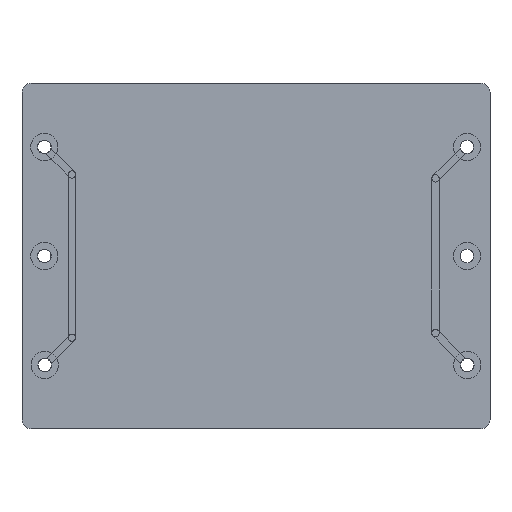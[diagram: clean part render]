
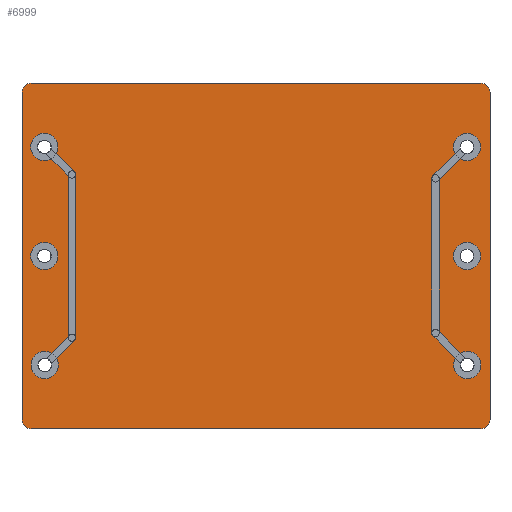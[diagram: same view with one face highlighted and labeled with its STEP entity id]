
A CAD part, top view. The second image highlights one B-rep face of the part: STEP entity #6999.
In plain terms, the highlighted planar face has unit normal (0, 0, 1).
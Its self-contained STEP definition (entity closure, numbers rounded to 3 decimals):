
#6784 = VERTEX_POINT('',#6785);
#6785 = CARTESIAN_POINT('',(24.75,19.,0.5));
#6791 = EDGE_CURVE('',#6784,#6792,#6794,.T.);
#6792 = VERTEX_POINT('',#6793);
#6793 = CARTESIAN_POINT('',(25.75,18.,0.5));
#6794 = CIRCLE('',#6795,1.);
#6795 = AXIS2_PLACEMENT_3D('',#6796,#6797,#6798);
#6796 = CARTESIAN_POINT('',(24.75,18.,0.5));
#6797 = DIRECTION('',(0.,0.,-1.));
#6798 = DIRECTION('',(0.,1.,0.));
#6826 = VERTEX_POINT('',#6827);
#6827 = CARTESIAN_POINT('',(-24.75,19.,0.5));
#6833 = EDGE_CURVE('',#6826,#6784,#6834,.T.);
#6834 = LINE('',#6835,#6836);
#6835 = CARTESIAN_POINT('',(-24.75,19.,0.5));
#6836 = VECTOR('',#6837,1.);
#6837 = DIRECTION('',(1.,0.,0.));
#6855 = EDGE_CURVE('',#6792,#6856,#6858,.T.);
#6856 = VERTEX_POINT('',#6857);
#6857 = CARTESIAN_POINT('',(25.75,-18.,0.5));
#6858 = LINE('',#6859,#6860);
#6859 = CARTESIAN_POINT('',(25.75,18.,0.5));
#6860 = VECTOR('',#6861,1.);
#6861 = DIRECTION('',(0.,-1.,0.));
#6999 = ADVANCED_FACE('',(#7000,#7046,#7057,#7068,#7079,#7090,#7101),
  #7112,.T.);
#7000 = FACE_BOUND('',#7001,.T.);
#7001 = EDGE_LOOP('',(#7002,#7003,#7004,#7013,#7021,#7030,#7038,#7045));
#7002 = ORIENTED_EDGE('',*,*,#6791,.F.);
#7003 = ORIENTED_EDGE('',*,*,#6833,.F.);
#7004 = ORIENTED_EDGE('',*,*,#7005,.F.);
#7005 = EDGE_CURVE('',#7006,#6826,#7008,.T.);
#7006 = VERTEX_POINT('',#7007);
#7007 = CARTESIAN_POINT('',(-25.75,18.,0.5));
#7008 = CIRCLE('',#7009,1.);
#7009 = AXIS2_PLACEMENT_3D('',#7010,#7011,#7012);
#7010 = CARTESIAN_POINT('',(-24.75,18.,0.5));
#7011 = DIRECTION('',(0.,0.,-1.));
#7012 = DIRECTION('',(-1.,0.,-0.));
#7013 = ORIENTED_EDGE('',*,*,#7014,.F.);
#7014 = EDGE_CURVE('',#7015,#7006,#7017,.T.);
#7015 = VERTEX_POINT('',#7016);
#7016 = CARTESIAN_POINT('',(-25.75,-18.,0.5));
#7017 = LINE('',#7018,#7019);
#7018 = CARTESIAN_POINT('',(-25.75,-18.,0.5));
#7019 = VECTOR('',#7020,1.);
#7020 = DIRECTION('',(0.,1.,0.));
#7021 = ORIENTED_EDGE('',*,*,#7022,.F.);
#7022 = EDGE_CURVE('',#7023,#7015,#7025,.T.);
#7023 = VERTEX_POINT('',#7024);
#7024 = CARTESIAN_POINT('',(-24.75,-19.,0.5));
#7025 = CIRCLE('',#7026,1.);
#7026 = AXIS2_PLACEMENT_3D('',#7027,#7028,#7029);
#7027 = CARTESIAN_POINT('',(-24.75,-18.,0.5));
#7028 = DIRECTION('',(0.,0.,-1.));
#7029 = DIRECTION('',(0.,-1.,0.));
#7030 = ORIENTED_EDGE('',*,*,#7031,.F.);
#7031 = EDGE_CURVE('',#7032,#7023,#7034,.T.);
#7032 = VERTEX_POINT('',#7033);
#7033 = CARTESIAN_POINT('',(24.75,-19.,0.5));
#7034 = LINE('',#7035,#7036);
#7035 = CARTESIAN_POINT('',(24.75,-19.,0.5));
#7036 = VECTOR('',#7037,1.);
#7037 = DIRECTION('',(-1.,0.,0.));
#7038 = ORIENTED_EDGE('',*,*,#7039,.F.);
#7039 = EDGE_CURVE('',#6856,#7032,#7040,.T.);
#7040 = CIRCLE('',#7041,1.);
#7041 = AXIS2_PLACEMENT_3D('',#7042,#7043,#7044);
#7042 = CARTESIAN_POINT('',(24.75,-18.,0.5));
#7043 = DIRECTION('',(0.,0.,-1.));
#7044 = DIRECTION('',(1.,0.,0.));
#7045 = ORIENTED_EDGE('',*,*,#6855,.F.);
#7046 = FACE_BOUND('',#7047,.T.);
#7047 = EDGE_LOOP('',(#7048));
#7048 = ORIENTED_EDGE('',*,*,#7049,.T.);
#7049 = EDGE_CURVE('',#7050,#7050,#7052,.T.);
#7050 = VERTEX_POINT('',#7051);
#7051 = CARTESIAN_POINT('',(-23.25,-12.75,0.5));
#7052 = CIRCLE('',#7053,0.75);
#7053 = AXIS2_PLACEMENT_3D('',#7054,#7055,#7056);
#7054 = CARTESIAN_POINT('',(-23.25,-12.,0.5));
#7055 = DIRECTION('',(-0.,0.,-1.));
#7056 = DIRECTION('',(-0.,-1.,0.));
#7057 = FACE_BOUND('',#7058,.T.);
#7058 = EDGE_LOOP('',(#7059));
#7059 = ORIENTED_EDGE('',*,*,#7060,.T.);
#7060 = EDGE_CURVE('',#7061,#7061,#7063,.T.);
#7061 = VERTEX_POINT('',#7062);
#7062 = CARTESIAN_POINT('',(23.25,-12.75,0.5));
#7063 = CIRCLE('',#7064,0.75);
#7064 = AXIS2_PLACEMENT_3D('',#7065,#7066,#7067);
#7065 = CARTESIAN_POINT('',(23.25,-12.,0.5));
#7066 = DIRECTION('',(-0.,0.,-1.));
#7067 = DIRECTION('',(-0.,-1.,0.));
#7068 = FACE_BOUND('',#7069,.T.);
#7069 = EDGE_LOOP('',(#7070));
#7070 = ORIENTED_EDGE('',*,*,#7071,.T.);
#7071 = EDGE_CURVE('',#7072,#7072,#7074,.T.);
#7072 = VERTEX_POINT('',#7073);
#7073 = CARTESIAN_POINT('',(-23.29,-0.75,0.5));
#7074 = CIRCLE('',#7075,0.75);
#7075 = AXIS2_PLACEMENT_3D('',#7076,#7077,#7078);
#7076 = CARTESIAN_POINT('',(-23.29,0.,0.5));
#7077 = DIRECTION('',(-0.,0.,-1.));
#7078 = DIRECTION('',(-0.,-1.,0.));
#7079 = FACE_BOUND('',#7080,.T.);
#7080 = EDGE_LOOP('',(#7081));
#7081 = ORIENTED_EDGE('',*,*,#7082,.T.);
#7082 = EDGE_CURVE('',#7083,#7083,#7085,.T.);
#7083 = VERTEX_POINT('',#7084);
#7084 = CARTESIAN_POINT('',(-23.29,11.25,0.5));
#7085 = CIRCLE('',#7086,0.75);
#7086 = AXIS2_PLACEMENT_3D('',#7087,#7088,#7089);
#7087 = CARTESIAN_POINT('',(-23.29,12.,0.5));
#7088 = DIRECTION('',(-0.,0.,-1.));
#7089 = DIRECTION('',(-0.,-1.,0.));
#7090 = FACE_BOUND('',#7091,.T.);
#7091 = EDGE_LOOP('',(#7092));
#7092 = ORIENTED_EDGE('',*,*,#7093,.T.);
#7093 = EDGE_CURVE('',#7094,#7094,#7096,.T.);
#7094 = VERTEX_POINT('',#7095);
#7095 = CARTESIAN_POINT('',(23.21,-0.75,0.5));
#7096 = CIRCLE('',#7097,0.75);
#7097 = AXIS2_PLACEMENT_3D('',#7098,#7099,#7100);
#7098 = CARTESIAN_POINT('',(23.21,0.,0.5));
#7099 = DIRECTION('',(-0.,0.,-1.));
#7100 = DIRECTION('',(-0.,-1.,0.));
#7101 = FACE_BOUND('',#7102,.T.);
#7102 = EDGE_LOOP('',(#7103));
#7103 = ORIENTED_EDGE('',*,*,#7104,.T.);
#7104 = EDGE_CURVE('',#7105,#7105,#7107,.T.);
#7105 = VERTEX_POINT('',#7106);
#7106 = CARTESIAN_POINT('',(23.21,11.25,0.5));
#7107 = CIRCLE('',#7108,0.75);
#7108 = AXIS2_PLACEMENT_3D('',#7109,#7110,#7111);
#7109 = CARTESIAN_POINT('',(23.21,12.,0.5));
#7110 = DIRECTION('',(-0.,0.,-1.));
#7111 = DIRECTION('',(-0.,-1.,0.));
#7112 = PLANE('',#7113);
#7113 = AXIS2_PLACEMENT_3D('',#7114,#7115,#7116);
#7114 = CARTESIAN_POINT('',(0.,0.,0.5));
#7115 = DIRECTION('',(0.,0.,1.));
#7116 = DIRECTION('',(1.,0.,-0.));
